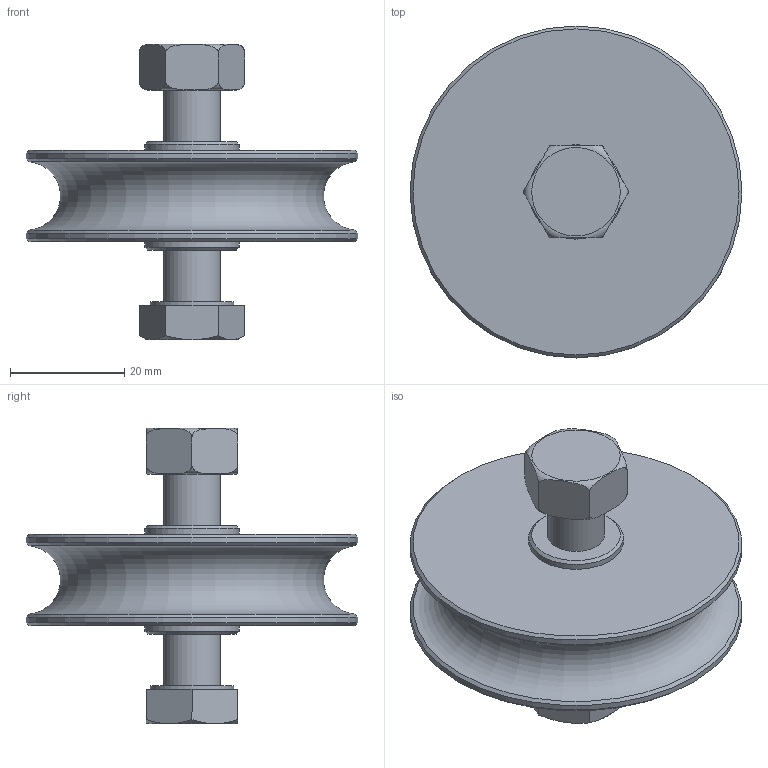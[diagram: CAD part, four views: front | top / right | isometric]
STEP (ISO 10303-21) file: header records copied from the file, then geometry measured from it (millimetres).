
FILE_DESCRIPTION(/* description */ (''),/* implementation_level */ '2;1');
FILE_NAME(/* name */ '20016R12.stp',/* time_stamp */ '2022-10-11T11:44:29+02:00',/* author */ ('Giuliano'),/* organization */ (''),/* preprocessor_version */ 'ST-DEVELOPER v18.1',/* originating_system */ 'Autodesk Inventor 2021',/* authorisation */ '');
FILE_SCHEMA (('AUTOMOTIVE_DESIGN { 1 0 10303 214 3 1 1 }'));
Length unit declared in the file: millimetre
Products named in the file (1): Pièce1
Bounding box: 58 x 58 x 51.63 mm (x, y, z)
Volume: 38025.6 mm3; surface area: 10822.5 mm2
Topology: 1 solids, 1 shells, 43 faces, 90 edges, 56 vertices
Faces by surface type: plane 21, cone 12, cylinder 7, torus 3
Full cylindrical faces by diameter (mm): 10 x2, 14.6 x1, 16.5 x2, 58 x2
Entity records: 1406 total; most frequent: CARTESIAN_POINT 478, DIRECTION 185, ORIENTED_EDGE 180, EDGE_CURVE 90, AXIS2_PLACEMENT_3D 77, VERTEX_POINT 56, EDGE_LOOP 50, FACE_OUTER_BOUND 43
